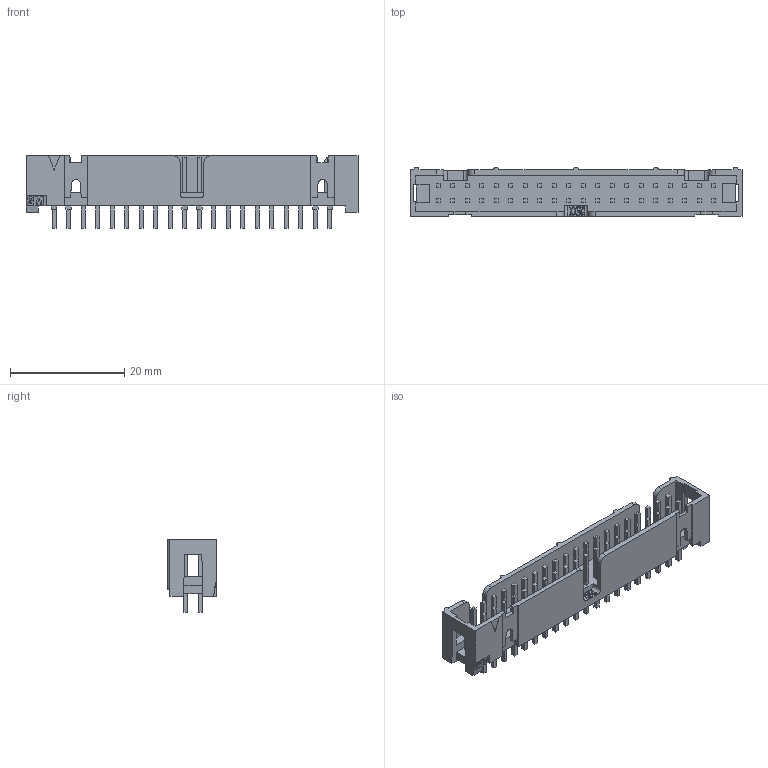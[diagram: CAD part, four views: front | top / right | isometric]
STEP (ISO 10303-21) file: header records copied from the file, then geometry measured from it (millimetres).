
FILE_DESCRIPTION((''),'2;1');
FILE_NAME('3M_N2540-6002RB.stp','2014-01-22T09:45:30',(''),(''),'Mechanical Desktop 2011','Mechanical Desktop 2011',', , ');
FILE_SCHEMA(('AUTOMOTIVE_DESIGN { 1 2 10303 214 1 1 1 1 }'));
Length unit declared in the file: millimetre
Products named in the file (1): Product
Bounding box: 58.12 x 8.64 x 12.75 mm (x, y, z)
Volume: 1945.5 mm3; surface area: 4328.7 mm2
Topology: 101 solids, 101 shells, 857 faces, 1923 edges, 1278 vertices
Faces by surface type: plane 513, bspline 317, cylinder 27
Entity records: 23890 total; most frequent: CARTESIAN_POINT 5638, ORIENTED_EDGE 3846, DIRECTION 3025, EDGE_CURVE 1923, VECTOR 1835, LINE 1835, VERTEX_POINT 1278, EDGE_LOOP 875
